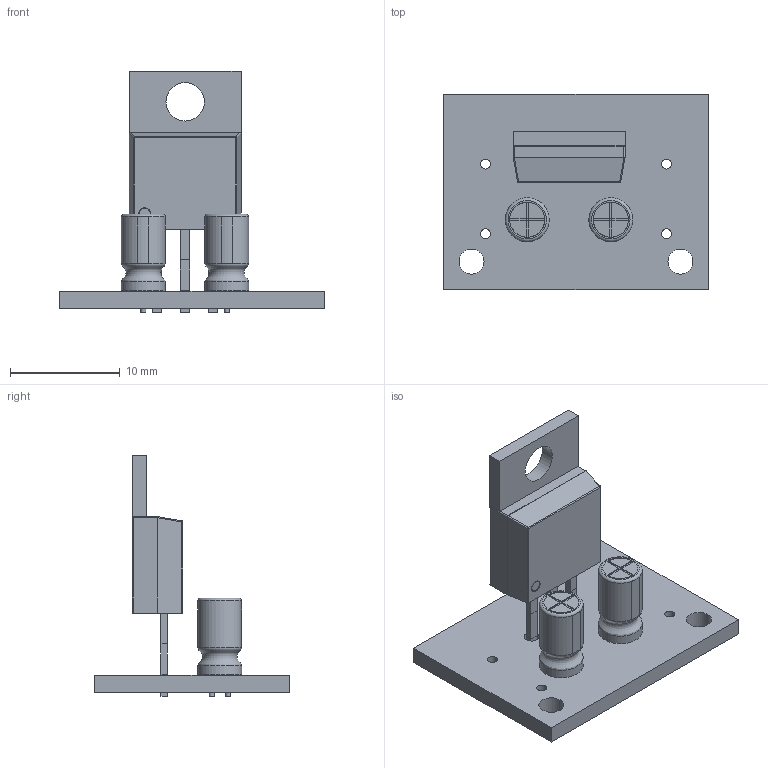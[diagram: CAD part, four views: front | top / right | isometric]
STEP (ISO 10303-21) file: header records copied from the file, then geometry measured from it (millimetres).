
FILE_DESCRIPTION(('for SolidWorks'),'2;1');
FILE_NAME( '7805 CI.step', '2021-05-17T22:19:21',('ajayb'),(''),'Open CASCADE STEP processor 6.6' ,'DipTrace','Unknown');
FILE_SCHEMA(('AUTOMOTIVE_DESIGN { 1 0 10303 214 1 1 1 1 }'));
Length unit declared in the file: millimetre
Products named in the file (4): PCB_7805_CI; Board_7805_CI; L7805ACP; ECEA0GKA470
Assembly tree (4 placements, depth 2):
  PCB_7805_CI
    Board_7805_CI
    L7805ACP
    ECEA0GKA470  x2
Bounding box: 24.13 x 17.78 x 22.04 mm (x, y, z)
Volume: 1280.4 mm3; surface area: 1927.1 mm2
Topology: 14 solids, 23 shells, 180 faces, 390 edges, 243 vertices
Faces by surface type: plane 124, cylinder 45, sphere 4, torus 3, bspline 2, revolution 2
Full cylindrical faces by diameter (mm): 0.45 x4, 0.7 x4, 0.9 x4, 1 x2, 1.37 x3, 2.286 x2, 3.2 x4, 3.5 x1, 4 x4
Entity records: 4180 total; most frequent: CARTESIAN_POINT 862, DIRECTION 669, ORIENTED_EDGE 578, EDGE_CURVE 313, LINE 226, VECTOR 226, AXIS2_PLACEMENT_3D 221, VERTEX_POINT 198
